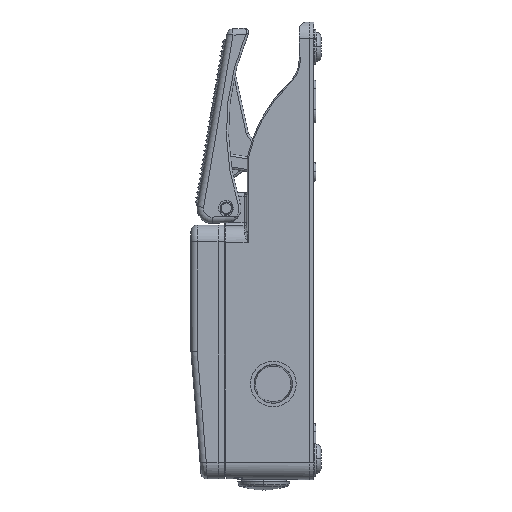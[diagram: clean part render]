
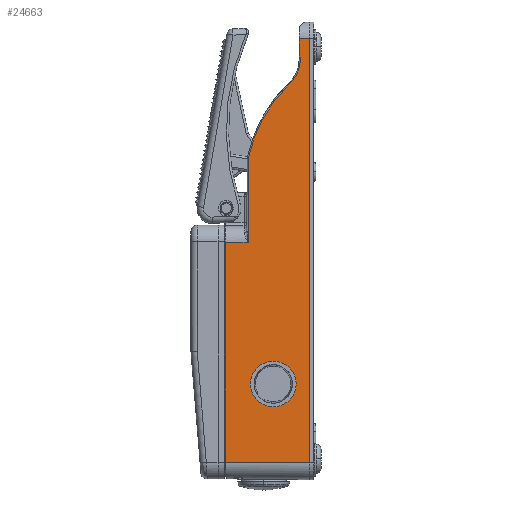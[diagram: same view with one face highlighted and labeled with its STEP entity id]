
A CAD part, left-side view. The second image highlights one B-rep face of the part: STEP entity #24663.
In plain terms, the highlighted planar face has unit normal (-1, 0.009, 0).
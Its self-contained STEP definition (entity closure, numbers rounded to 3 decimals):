
#1045=DIRECTION('',(0.,0.,1.));
#1046=VECTOR('',#1045,6.17);
#1047=CARTESIAN_POINT('',(-35.314,7.,75.287));
#1048=LINE('',#1047,#1046);
#2914=DIRECTION('',(-0.009,-1.,0.009));
#2915=VECTOR('',#2914,5.);
#2916=CARTESIAN_POINT('',(-35.314,7.,81.457));
#2917=LINE('',#2916,#2915);
#3795=DIRECTION('',(-0.009,-1.,-0.009));
#3796=VECTOR('',#3795,40.507);
#3797=CARTESIAN_POINT('',(-35.004,42.504,
-122.147));
#3798=LINE('',#3797,#3796);
#3875=DIRECTION('',(0.,0.,1.));
#3876=VECTOR('',#3875,105.647);
#3877=CARTESIAN_POINT('',(-35.004,42.504,
-122.147));
#3878=LINE('',#3877,#3876);
#6552=CARTESIAN_POINT('',(-35.314,7.,75.287));
#6553=CARTESIAN_POINT('',(-35.316,6.775,74.418));
#6554=CARTESIAN_POINT('',(-35.319,6.479,72.665));
#6555=CARTESIAN_POINT('',(-35.319,6.491,69.969));
#6556=CARTESIAN_POINT('',(-35.314,6.978,67.279));
#6557=CARTESIAN_POINT('',(-35.306,7.946,64.675));
#6558=CARTESIAN_POINT('',(-35.293,9.375,62.272));
#6559=CARTESIAN_POINT('',(-35.283,10.579,60.884));
#6560=CARTESIAN_POINT('',(-35.277,11.249,60.237));
#6591=DIRECTION('',(0.,0.,1.));
#6592=VECTOR('',#6591,204.);
#6593=CARTESIAN_POINT('',(-35.358,2.,-122.5));
#6594=LINE('',#6593,#6592);
#6598=CARTESIAN_POINT('',(-35.286,10.235,-84.5));
#6599=CARTESIAN_POINT('',(-35.286,10.235,
-83.958));
#6600=CARTESIAN_POINT('',(-35.285,10.331,
-82.833));
#6601=CARTESIAN_POINT('',(-35.281,10.82,
-81.103));
#6602=CARTESIAN_POINT('',(-35.273,11.677,
-79.436));
#6603=CARTESIAN_POINT('',(-35.263,12.883,
-77.948));
#6604=CARTESIAN_POINT('',(-35.25,14.371,
-76.741));
#6605=CARTESIAN_POINT('',(-35.238,15.761,
-76.027));
#6606=CARTESIAN_POINT('',(-35.228,16.904,
-75.64));
#6607=CARTESIAN_POINT('',(-35.22,17.764,
-75.439));
#6608=CARTESIAN_POINT('',(-35.214,18.471,
-75.343));
#6609=CARTESIAN_POINT('',(-35.209,19.027,
-75.306));
#6610=CARTESIAN_POINT('',(-35.206,19.436,
-75.297));
#6611=CARTESIAN_POINT('',(-35.202,19.845,
-75.306));
#6612=CARTESIAN_POINT('',(-35.197,20.401,
-75.343));
#6613=CARTESIAN_POINT('',(-35.191,21.109,
-75.439));
#6614=CARTESIAN_POINT('',(-35.184,21.968,
-75.64));
#6615=CARTESIAN_POINT('',(-35.174,23.111,
-76.027));
#6616=CARTESIAN_POINT('',(-35.161,24.501,
-76.741));
#6617=CARTESIAN_POINT('',(-35.148,25.989,
-77.948));
#6618=CARTESIAN_POINT('',(-35.138,27.196,
-79.436));
#6619=CARTESIAN_POINT('',(-35.13,28.053,
-81.103));
#6620=CARTESIAN_POINT('',(-35.126,28.541,
-82.833));
#6621=CARTESIAN_POINT('',(-35.125,28.637,
-83.958));
#6622=CARTESIAN_POINT('',(-35.125,28.637,-84.5));
#6627=CARTESIAN_POINT('',(-35.125,28.637,-84.5));
#6628=CARTESIAN_POINT('',(-35.125,28.637,
-85.042));
#6629=CARTESIAN_POINT('',(-35.126,28.541,
-86.167));
#6630=CARTESIAN_POINT('',(-35.13,28.053,
-87.897));
#6631=CARTESIAN_POINT('',(-35.138,27.196,
-89.564));
#6632=CARTESIAN_POINT('',(-35.148,25.989,
-91.052));
#6633=CARTESIAN_POINT('',(-35.161,24.501,
-92.259));
#6634=CARTESIAN_POINT('',(-35.174,23.111,
-92.973));
#6635=CARTESIAN_POINT('',(-35.184,21.968,
-93.36));
#6636=CARTESIAN_POINT('',(-35.191,21.109,
-93.561));
#6637=CARTESIAN_POINT('',(-35.197,20.401,
-93.657));
#6638=CARTESIAN_POINT('',(-35.202,19.845,
-93.694));
#6639=CARTESIAN_POINT('',(-35.206,19.436,
-93.703));
#6640=CARTESIAN_POINT('',(-35.209,19.027,
-93.694));
#6641=CARTESIAN_POINT('',(-35.214,18.471,
-93.657));
#6642=CARTESIAN_POINT('',(-35.22,17.764,
-93.561));
#6643=CARTESIAN_POINT('',(-35.228,16.904,
-93.36));
#6644=CARTESIAN_POINT('',(-35.238,15.761,
-92.973));
#6645=CARTESIAN_POINT('',(-35.25,14.371,
-92.259));
#6646=CARTESIAN_POINT('',(-35.263,12.883,
-91.052));
#6647=CARTESIAN_POINT('',(-35.273,11.677,
-89.564));
#6648=CARTESIAN_POINT('',(-35.281,10.82,
-87.897));
#6649=CARTESIAN_POINT('',(-35.285,10.331,
-86.167));
#6650=CARTESIAN_POINT('',(-35.286,10.235,
-85.042));
#6651=CARTESIAN_POINT('',(-35.286,10.235,-84.5));
#6663=DIRECTION('',(0.009,1.,0.));
#6664=VECTOR('',#6663,11.);
#6665=CARTESIAN_POINT('',(-35.1,31.504,
-16.5));
#6666=LINE('',#6665,#6664);
#6702=CARTESIAN_POINT('',(-35.1,31.504,
-16.5));
#6747=DIRECTION('',(0.,0.,1.));
#6748=VECTOR('',#6747,40.445);
#6749=CARTESIAN_POINT('',(-35.1,31.504,
-16.5));
#6750=LINE('',#6749,#6748);
#6774=CARTESIAN_POINT('',(-35.277,11.249,60.237));
#6775=CARTESIAN_POINT('',(-35.259,13.285,58.276));
#6776=CARTESIAN_POINT('',(-35.226,17.092,54.146));
#6777=CARTESIAN_POINT('',(-35.183,22.051,47.302));
#6778=CARTESIAN_POINT('',(-35.147,26.163,39.935));
#6779=CARTESIAN_POINT('',(-35.119,29.387,32.117));
#6780=CARTESIAN_POINT('',(-35.106,30.903,26.709));
#6781=CARTESIAN_POINT('',(-35.1,31.504,23.945));
#13386=CARTESIAN_POINT('',(-35.314,7.,81.457));
#13387=CARTESIAN_POINT('',(-35.358,2.,81.5));
#13388=VERTEX_POINT('',#13386);
#13389=VERTEX_POINT('',#13387);
#13400=CARTESIAN_POINT('',(-35.358,2.,-122.5));
#13402=VERTEX_POINT('',#13400);
#13436=VERTEX_POINT('',#6552);
#13437=VERTEX_POINT('',#6560);
#13441=VERTEX_POINT('',#6781);
#13763=CARTESIAN_POINT('',(-35.004,42.504,
-122.147));
#13764=CARTESIAN_POINT('',(-35.004,42.504,
-16.5));
#13765=VERTEX_POINT('',#13763);
#13766=VERTEX_POINT('',#13764);
#14591=VERTEX_POINT('',#6702);
#14640=VERTEX_POINT('',#6622);
#14641=VERTEX_POINT('',#6598);
#24638=CARTESIAN_POINT('',(-35.358,2.,67.48));
#24639=DIRECTION('',(-1.,0.009,0.));
#24640=DIRECTION('',(0.,0.,1.));
#24641=AXIS2_PLACEMENT_3D('',#24638,#24639,#24640);
#24642=PLANE('',#24641);
#24643=ORIENTED_EDGE('',*,*,#20126,.T.);
#24645=ORIENTED_EDGE('',*,*,#24644,.F.);
#24647=ORIENTED_EDGE('',*,*,#24646,.T.);
#24649=ORIENTED_EDGE('',*,*,#24648,.F.);
#24650=ORIENTED_EDGE('',*,*,#24617,.F.);
#24651=ORIENTED_EDGE('',*,*,#16017,.T.);
#24652=ORIENTED_EDGE('',*,*,#19288,.T.);
#24653=ORIENTED_EDGE('',*,*,#19043,.F.);
#24654=ORIENTED_EDGE('',*,*,#20039,.F.);
#24655=EDGE_LOOP('',(#24643,#24645,#24647,#24649,#24650,#24651,#24652,#24653,
#24654));
#24656=FACE_OUTER_BOUND('',#24655,.F.);
#24658=ORIENTED_EDGE('',*,*,#24657,.T.);
#24660=ORIENTED_EDGE('',*,*,#24659,.T.);
#24661=EDGE_LOOP('',(#24658,#24660));
#24662=FACE_BOUND('',#24661,.F.);
#24663=ADVANCED_FACE('',(#24656,#24662),#24642,.T.);
#6561=B_SPLINE_CURVE_WITH_KNOTS('',3,(#6552,#6553,#6554,#6555,#6556,#6557,#6558,
#6559,#6560),.UNSPECIFIED.,.F.,.F.,(4,1,1,1,1,1,4),(0.,0.167,
0.333,0.5,0.667,0.833,1.),
.UNSPECIFIED.);
#6623=B_SPLINE_CURVE_WITH_KNOTS('',3,(#6598,#6599,#6600,#6601,#6602,#6603,#6604,
#6605,#6606,#6607,#6608,#6609,#6610,#6611,#6612,#6613,#6614,#6615,#6616,#6617,
#6618,#6619,#6620,#6621,#6622),.UNSPECIFIED.,.F.,.F.,(4,1,1,1,1,1,1,1,1,1,1,1,1,
1,1,1,1,1,1,1,1,1,4),(0.,0.063,0.125,0.188,0.25,0.313,0.375,
0.406,0.438,0.469,0.484,0.5,0.516,0.531,0.563,
0.594,0.625,0.688,0.75,0.813,0.875,0.938,1.),
.UNSPECIFIED.);
#6652=B_SPLINE_CURVE_WITH_KNOTS('',3,(#6627,#6628,#6629,#6630,#6631,#6632,#6633,
#6634,#6635,#6636,#6637,#6638,#6639,#6640,#6641,#6642,#6643,#6644,#6645,#6646,
#6647,#6648,#6649,#6650,#6651),.UNSPECIFIED.,.F.,.F.,(4,1,1,1,1,1,1,1,1,1,1,1,1,
1,1,1,1,1,1,1,1,1,4),(0.,0.063,0.125,0.188,0.25,0.313,0.375,
0.406,0.438,0.469,0.484,0.5,0.516,0.531,0.563,
0.594,0.625,0.688,0.75,0.813,0.875,0.938,1.),
.UNSPECIFIED.);
#6782=B_SPLINE_CURVE_WITH_KNOTS('',3,(#6774,#6775,#6776,#6777,#6778,#6779,#6780,
#6781),.UNSPECIFIED.,.F.,.F.,(4,1,1,1,1,4),(0.,0.2,0.4,0.6,0.8,1.),
.UNSPECIFIED.);
#16017=EDGE_CURVE('',#13436,#13388,#1048,.T.);
#19043=EDGE_CURVE('',#13402,#13389,#6594,.T.);
#19288=EDGE_CURVE('',#13388,#13389,#2917,.T.);
#20039=EDGE_CURVE('',#13765,#13402,#3798,.T.);
#20126=EDGE_CURVE('',#13765,#13766,#3878,.T.);
#24617=EDGE_CURVE('',#13436,#13437,#6561,.T.);
#24644=EDGE_CURVE('',#14591,#13766,#6666,.T.);
#24646=EDGE_CURVE('',#14591,#13441,#6750,.T.);
#24648=EDGE_CURVE('',#13437,#13441,#6782,.T.);
#24657=EDGE_CURVE('',#14641,#14640,#6623,.T.);
#24659=EDGE_CURVE('',#14640,#14641,#6652,.T.);
